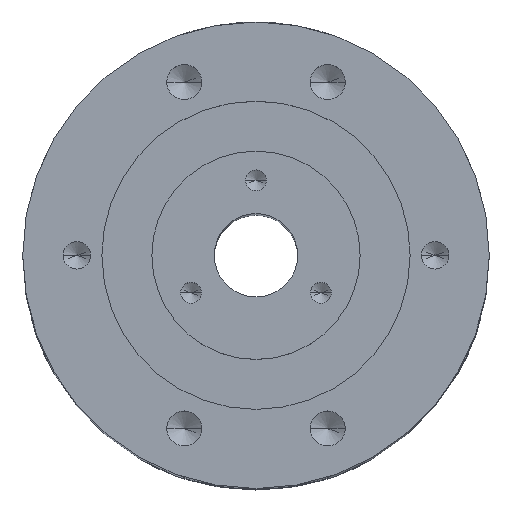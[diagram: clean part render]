
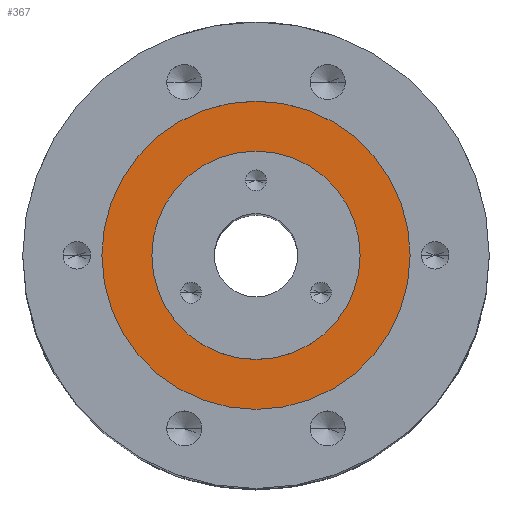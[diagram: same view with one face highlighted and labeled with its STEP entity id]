
A CAD part, top view. The second image highlights one B-rep face of the part: STEP entity #367.
In plain terms, the highlighted planar face has unit normal (0, 0, 1).
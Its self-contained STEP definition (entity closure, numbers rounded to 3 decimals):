
#367 = ADVANCED_FACE ( 'NONE', ( #5029, #2514 ), #1593, .T. ) ;
#433 = EDGE_CURVE ( 'NONE', #4162, #3730, #732, .T. ) ;
#486 = EDGE_CURVE ( 'NONE', #2005, #3031, #5743, .T. ) ;
#732 = CIRCLE ( 'NONE', #4227, 12.5 ) ;
#977 = DIRECTION ( 'NONE',  ( 0., 0., 1. ) ) ;
#1125 = CARTESIAN_POINT ( 'NONE',  ( 0., 0., 116.6 ) ) ;
#1244 = ORIENTED_EDGE ( 'NONE', *, *, #486, .T. ) ;
#1429 = AXIS2_PLACEMENT_3D ( 'NONE', #3952, #977, #4464 ) ;
#1593 = PLANE ( 'NONE',  #3225 ) ;
#1779 = DIRECTION ( 'NONE',  ( 0., 0., 1. ) ) ;
#1814 = CARTESIAN_POINT ( 'NONE',  ( -18.5, 0., 116.6 ) ) ;
#2005 = VERTEX_POINT ( 'NONE', #1814 ) ;
#2123 = DIRECTION ( 'NONE',  ( 0., 0., 1. ) ) ;
#2230 = CARTESIAN_POINT ( 'NONE',  ( 18.5, 0., 116.6 ) ) ;
#2514 = FACE_OUTER_BOUND ( 'NONE', #4343, .T. ) ;
#2787 = CARTESIAN_POINT ( 'NONE',  ( 0., 0., 116.6 ) ) ;
#2830 = DIRECTION ( 'NONE',  ( 0., 0., 1. ) ) ;
#3031 = VERTEX_POINT ( 'NONE', #2230 ) ;
#3225 = AXIS2_PLACEMENT_3D ( 'NONE', #1125, #2123, #5629 ) ;
#3294 = DIRECTION ( 'NONE',  ( 1., 0., 0. ) ) ;
#3644 = CIRCLE ( 'NONE', #1429, 18.5 ) ;
#3730 = VERTEX_POINT ( 'NONE', #4451 ) ;
#3870 = ORIENTED_EDGE ( 'NONE', *, *, #5039, .T. ) ;
#3952 = CARTESIAN_POINT ( 'NONE',  ( 0., 0., 116.6 ) ) ;
#3971 = ORIENTED_EDGE ( 'NONE', *, *, #433, .F. ) ;
#3994 = EDGE_LOOP ( 'NONE', ( #5264, #3971 ) ) ;
#4162 = VERTEX_POINT ( 'NONE', #5454 ) ;
#4227 = AXIS2_PLACEMENT_3D ( 'NONE', #4783, #1779, #5286 ) ;
#4343 = EDGE_LOOP ( 'NONE', ( #3870, #1244 ) ) ;
#4451 = CARTESIAN_POINT ( 'NONE',  ( 12.5, 0., 116.6 ) ) ;
#4464 = DIRECTION ( 'NONE',  ( 1., 0., 0. ) ) ;
#4783 = CARTESIAN_POINT ( 'NONE',  ( 0., 0., 116.6 ) ) ;
#4814 = EDGE_CURVE ( 'NONE', #3730, #4162, #6109, .T. ) ;
#5029 = FACE_BOUND ( 'NONE', #3994, .T. ) ;
#5039 = EDGE_CURVE ( 'NONE', #3031, #2005, #3644, .T. ) ;
#5264 = ORIENTED_EDGE ( 'NONE', *, *, #4814, .F. ) ;
#5286 = DIRECTION ( 'NONE',  ( 1., 0., 0. ) ) ;
#5454 = CARTESIAN_POINT ( 'NONE',  ( -12.5, 0., 116.6 ) ) ;
#5484 = AXIS2_PLACEMENT_3D ( 'NONE', #2787, #6310, #3294 ) ;
#5629 = DIRECTION ( 'NONE',  ( 1., 0., 0. ) ) ;
#5743 = CIRCLE ( 'NONE', #5923, 18.5 ) ;
#5849 = CARTESIAN_POINT ( 'NONE',  ( 0., 0., 116.6 ) ) ;
#5923 = AXIS2_PLACEMENT_3D ( 'NONE', #5849, #2830, #6345 ) ;
#6109 = CIRCLE ( 'NONE', #5484, 12.5 ) ;
#6310 = DIRECTION ( 'NONE',  ( 0., 0., 1. ) ) ;
#6345 = DIRECTION ( 'NONE',  ( 1., 0., 0. ) ) ;
